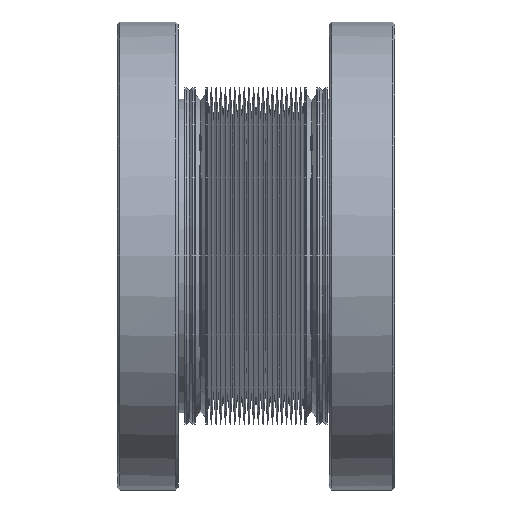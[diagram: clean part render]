
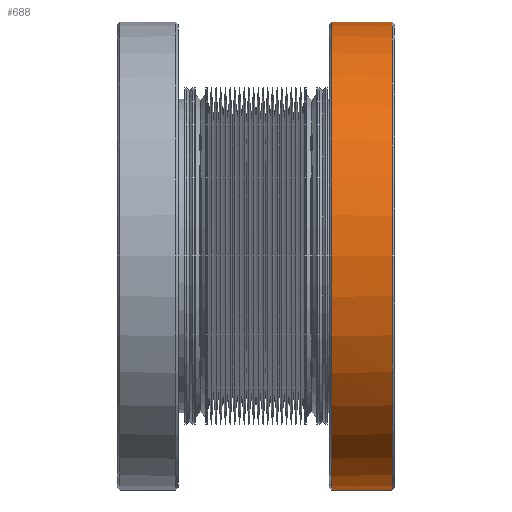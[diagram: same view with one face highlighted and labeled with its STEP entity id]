
A CAD part, front view. The second image highlights one B-rep face of the part: STEP entity #688.
In plain terms, the highlighted cylindrical face has radius 75.8 mm (diameter 151.6 mm), a partial arc.
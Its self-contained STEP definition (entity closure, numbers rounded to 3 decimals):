
#688=ADVANCED_FACE('',(#4341),#4340,.T.);
#4340=CYLINDRICAL_SURFACE('',#7723,75.8);
#4341=FACE_OUTER_BOUND('',#7724,.T.);
#7720=CARTESIAN_POINT('',(0.,0.,0.));
#7721=DIRECTION('',(1.,0.,0.));
#7722=DIRECTION('',(0.,0.,1.));
#7723=AXIS2_PLACEMENT_3D('',#7720,#7721,#7722);
#7724=EDGE_LOOP('',(#9514,#9515,#9516,#9517,#9518,#9519,#9520,#9521));
#9514=ORIENTED_EDGE('',*,*,#10313,.T.);
#9515=ORIENTED_EDGE('',*,*,#10311,.F.);
#9516=ORIENTED_EDGE('',*,*,#10348,.T.);
#9517=ORIENTED_EDGE('',*,*,#10416,.F.);
#9518=ORIENTED_EDGE('',*,*,#10418,.T.);
#9519=ORIENTED_EDGE('',*,*,#10457,.F.);
#9520=ORIENTED_EDGE('',*,*,#10458,.F.);
#9521=ORIENTED_EDGE('',*,*,#10459,.T.);
#10311=EDGE_CURVE('',#15002,#15009,#15010,.T.);
#10313=EDGE_CURVE('',#15022,#15009,#15023,.T.);
#10348=EDGE_CURVE('',#15002,#15256,#15263,.T.);
#10416=EDGE_CURVE('',#15729,#15256,#15736,.T.);
#10418=EDGE_CURVE('',#15729,#15742,#15749,.T.);
#10457=EDGE_CURVE('',#15988,#15742,#15989,.T.);
#10458=EDGE_CURVE('',#15995,#15988,#15996,.T.);
#10459=EDGE_CURVE('',#15995,#15022,#16002,.T.);
#15002=VERTEX_POINT('',#18829);
#15009=VERTEX_POINT('',#18834);
#15010=LINE('',#18835,#18836);
#15022=VERTEX_POINT('',#18841);
#15023=CIRCLE('',#18845,75.8);
#15256=VERTEX_POINT('',#19006);
#15263=CIRCLE('',#19014,75.8);
#15729=VERTEX_POINT('',#19338);
#15736=LINE('',#19342,#19343);
#15742=VERTEX_POINT('',#19345);
#15749=CIRCLE('',#19353,75.8);
#15988=VERTEX_POINT('',#19447);
#15989=(BOUNDED_CURVE() B_SPLINE_CURVE(1,(#19448,#19449),.UNSPECIFIED.,.F.,.F.) B_SPLINE_CURVE_WITH_KNOTS((2,2),(0.083,0.908),.UNSPECIFIED.) CURVE() GEOMETRIC_REPRESENTATION_ITEM() RATIONAL_B_SPLINE_CURVE((1.,1.)) REPRESENTATION_ITEM('') );
#15995=VERTEX_POINT('',#19450);
#15996=CIRCLE('',#19454,75.8);
#16002=(BOUNDED_CURVE() B_SPLINE_CURVE(1,(#19455,#19456),.UNSPECIFIED.,.F.,.F.) B_SPLINE_CURVE_WITH_KNOTS((2,2),(0.083,0.908),.UNSPECIFIED.) CURVE() GEOMETRIC_REPRESENTATION_ITEM() RATIONAL_B_SPLINE_CURVE((0.75,0.75)) REPRESENTATION_ITEM('') );
#18829=CARTESIAN_POINT('',(-0.8,-1.,-75.793));
#18834=CARTESIAN_POINT('',(-1.,-1.,-75.793));
#18835=CARTESIAN_POINT('',(-0.8,-1.,-75.793));
#18836=VECTOR('',#18837,0.2);
#18837=DIRECTION('',(-1.,0.,0.));
#18841=CARTESIAN_POINT('',(-1.,0.,-75.8));
#18842=CARTESIAN_POINT('',(-1.,0.,0.));
#18843=DIRECTION('',(-1.,0.,0.));
#18844=DIRECTION('',(0.,0.,1.));
#18845=AXIS2_PLACEMENT_3D('',#18842,#18843,#18844);
#19006=CARTESIAN_POINT('',(-0.8,-1.,75.793));
#19011=CARTESIAN_POINT('',(-0.8,0.,0.));
#19012=DIRECTION('',(-1.,0.,0.));
#19013=DIRECTION('',(0.,0.,-1.));
#19014=AXIS2_PLACEMENT_3D('',#19011,#19012,#19013);
#19338=CARTESIAN_POINT('',(-1.,-1.,75.793));
#19342=CARTESIAN_POINT('',(-1.,-1.,75.793));
#19343=VECTOR('',#19344,0.2);
#19344=DIRECTION('',(1.,0.,0.));
#19345=CARTESIAN_POINT('',(-1.,0.,75.8));
#19350=CARTESIAN_POINT('',(-1.,0.,0.));
#19351=DIRECTION('',(-1.,0.,0.));
#19352=DIRECTION('',(0.,0.013,1.));
#19353=AXIS2_PLACEMENT_3D('',#19350,#19351,#19352);
#19447=CARTESIAN_POINT('',(-20.5,0.,75.8));
#19448=CARTESIAN_POINT('',(-20.5,0.,75.8));
#19449=CARTESIAN_POINT('',(-1.,0.,75.8));
#19450=CARTESIAN_POINT('',(-20.5,0.,-75.8));
#19451=CARTESIAN_POINT('',(-20.5,0.,0.));
#19452=DIRECTION('',(-1.,0.,0.));
#19453=DIRECTION('',(0.,0.,1.));
#19454=AXIS2_PLACEMENT_3D('',#19451,#19452,#19453);
#19455=CARTESIAN_POINT('',(-20.5,0.,-75.8));
#19456=CARTESIAN_POINT('',(-1.,0.,-75.8));
